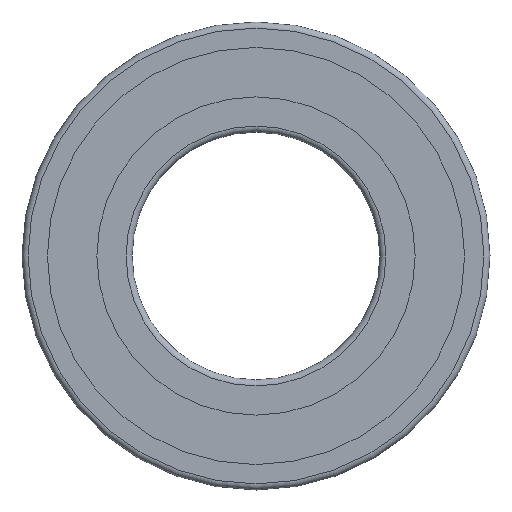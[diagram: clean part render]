
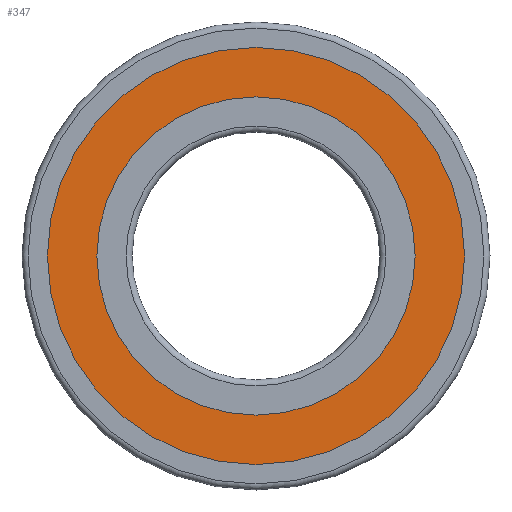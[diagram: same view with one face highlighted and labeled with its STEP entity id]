
A CAD part, left-side view. The second image highlights one B-rep face of the part: STEP entity #347.
In plain terms, the highlighted planar face has unit normal (-1, 0, 0).
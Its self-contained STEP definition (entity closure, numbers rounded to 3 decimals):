
#142=ORIENTED_EDGE('',*,*,#170,.T.);
#143=ORIENTED_EDGE('',*,*,#168,.F.);
#168=EDGE_CURVE('',#192,#192,#217,.T.);
#170=EDGE_CURVE('',#194,#194,#219,.T.);
#192=VERTEX_POINT('',#656);
#194=VERTEX_POINT('',#661);
#217=CIRCLE('',#443,37.878);
#219=CIRCLE('',#446,28.9);
#263=EDGE_LOOP('',(#142));
#264=EDGE_LOOP('',(#143));
#311=FACE_BOUND('',#263,.T.);
#312=FACE_BOUND('',#264,.T.);
#324=PLANE('',#445);
#347=ADVANCED_FACE('',(#311,#312),#324,.T.);
#443=AXIS2_PLACEMENT_3D('',#655,#551,#552);
#445=AXIS2_PLACEMENT_3D('',#659,#555,#556);
#446=AXIS2_PLACEMENT_3D('',#660,#557,#558);
#551=DIRECTION('',(1.,0.,0.));
#552=DIRECTION('',(0.,0.,-1.));
#555=DIRECTION('',(-1.,0.,0.));
#556=DIRECTION('',(0.,0.,1.));
#557=DIRECTION('',(1.,0.,0.));
#558=DIRECTION('',(0.,0.,-1.));
#655=CARTESIAN_POINT('',(0.228,0.,0.));
#656=CARTESIAN_POINT('',(0.228,0.,-37.878));
#659=CARTESIAN_POINT('',(0.228,37.878,0.));
#660=CARTESIAN_POINT('',(0.228,0.,0.));
#661=CARTESIAN_POINT('',(0.228,0.,-28.9));
